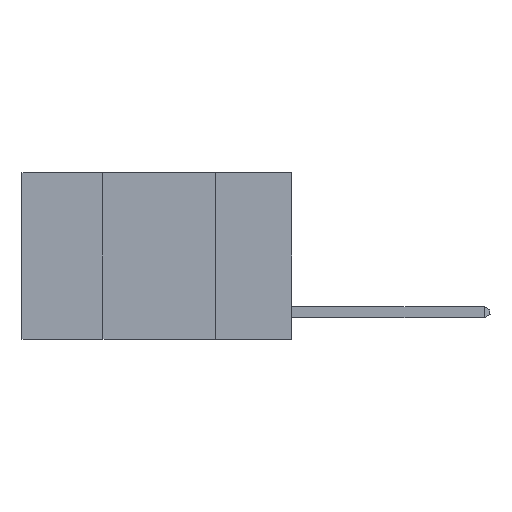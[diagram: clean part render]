
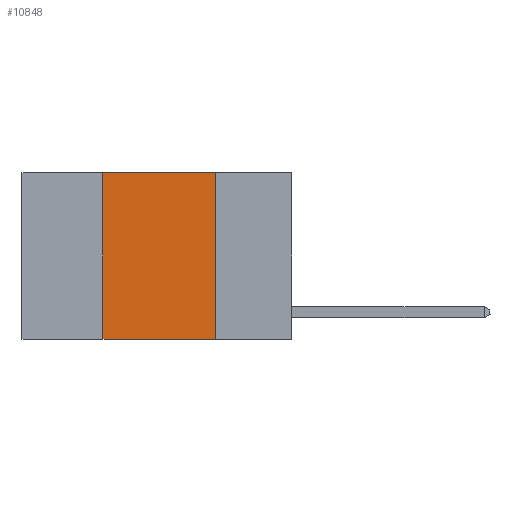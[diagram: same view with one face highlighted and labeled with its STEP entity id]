
A CAD part, left-side view. The second image highlights one B-rep face of the part: STEP entity #10848.
In plain terms, the highlighted planar face has unit normal (-1, 0, 0).
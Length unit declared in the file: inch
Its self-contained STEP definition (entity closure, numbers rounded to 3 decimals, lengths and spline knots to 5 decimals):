
#457 = LINE ( 'NONE', #6522, #3079 ) ;
#546 = DIRECTION ( 'NONE',  ( 0., -1., 0. ) ) ;
#744 = LINE ( 'NONE', #7489, #1021 ) ;
#1021 = VECTOR ( 'NONE', #10748, 39.37008 ) ;
#1106 = ORIENTED_EDGE ( 'NONE', *, *, #4207, .F. ) ;
#1129 = ORIENTED_EDGE ( 'NONE', *, *, #4272, .F. ) ;
#1183 = ORIENTED_EDGE ( 'NONE', *, *, #5317, .F. ) ;
#1203 = ORIENTED_EDGE ( 'NONE', *, *, #4780, .T. ) ;
#1566 = PLANE ( 'NONE',  #4128 ) ;
#1854 = VERTEX_POINT ( 'NONE', #7296 ) ;
#2329 = VERTEX_POINT ( 'NONE', #7079 ) ;
#3079 = VECTOR ( 'NONE', #546, 39.37008 ) ;
#3326 = CARTESIAN_POINT ( 'NONE',  ( 0., 0.6, 0. ) ) ;
#3849 = CARTESIAN_POINT ( 'NONE',  ( 0., 0.42, 0. ) ) ;
#4128 = AXIS2_PLACEMENT_3D ( 'NONE', #3326, #9154, #4172 ) ;
#4172 = DIRECTION ( 'NONE',  ( 0., 0., -1. ) ) ;
#4207 = EDGE_CURVE ( 'NONE', #7837, #1854, #7769, .T. ) ;
#4272 = EDGE_CURVE ( 'NONE', #2329, #7837, #744, .T. ) ;
#4709 = DIRECTION ( 'NONE',  ( 0., 0., 1. ) ) ;
#4780 = EDGE_CURVE ( 'NONE', #8261, #1854, #457, .T. ) ;
#4978 = CARTESIAN_POINT ( 'NONE',  ( 0., 0.17, 0. ) ) ;
#5317 = EDGE_CURVE ( 'NONE', #8261, #2329, #6211, .T. ) ;
#5581 = EDGE_LOOP ( 'NONE', ( #1106, #1129, #1183, #1203 ) ) ;
#5945 = VECTOR ( 'NONE', #4709, 39.37008 ) ;
#5954 = FACE_OUTER_BOUND ( 'NONE', #5581, .T. ) ;
#6211 = LINE ( 'NONE', #3849, #5945 ) ;
#6522 = CARTESIAN_POINT ( 'NONE',  ( 0., 0.6, -0.37 ) ) ;
#7079 = CARTESIAN_POINT ( 'NONE',  ( 0., 0.42, 0. ) ) ;
#7296 = CARTESIAN_POINT ( 'NONE',  ( 0., 0.17, -0.37 ) ) ;
#7489 = CARTESIAN_POINT ( 'NONE',  ( 0., 0.6, 0. ) ) ;
#7769 = LINE ( 'NONE', #4978, #8039 ) ;
#7837 = VERTEX_POINT ( 'NONE', #10790 ) ;
#8039 = VECTOR ( 'NONE', #10720, 39.37008 ) ;
#8261 = VERTEX_POINT ( 'NONE', #10544 ) ;
#9154 = DIRECTION ( 'NONE',  ( 1., 0., 0. ) ) ;
#10544 = CARTESIAN_POINT ( 'NONE',  ( 0., 0.42, -0.37 ) ) ;
#10720 = DIRECTION ( 'NONE',  ( 0., 0., -1. ) ) ;
#10748 = DIRECTION ( 'NONE',  ( 0., -1., 0. ) ) ;
#10790 = CARTESIAN_POINT ( 'NONE',  ( 0., 0.17, 0. ) ) ;
#10848 = ADVANCED_FACE ( 'NONE', ( #5954 ), #1566, .F. ) ;
